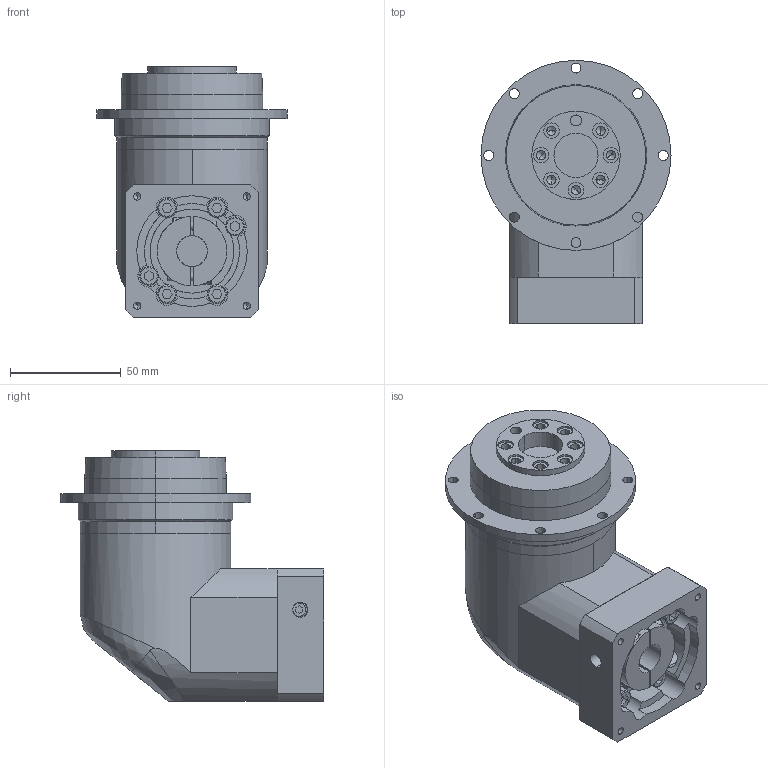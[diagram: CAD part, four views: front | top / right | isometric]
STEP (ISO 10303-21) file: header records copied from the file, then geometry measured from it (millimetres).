
FILE_DESCRIPTION (( 'STEP AP203' ), '1' );
FILE_NAME ('GPDR064-L1-(14-50-70-M4).STEP', '2022-05-26T05:51:30', ( '微软用户' ), ( '微软中国' ), 'SwSTEP 2.0', 'SolidWorks 2018', '' );
FILE_SCHEMA (( 'CONFIG_CONTROL_DESIGN' ));
Length unit declared in the file: millimetre
Products named in the file (1): GPDR064-L1-(14-50-70-M4)
Bounding box: 86 x 119 x 113.5 mm (x, y, z)
Volume: 498183.2 mm3; surface area: 68710.5 mm2
Topology: 3 solids, 3 shells, 322 faces, 797 edges, 501 vertices
Faces by surface type: cylinder 147, plane 126, cone 30, torus 16, bspline 3
Entity records: 10163 total; most frequent: CARTESIAN_POINT 2261, DIRECTION 1742, ORIENTED_EDGE 1550, EDGE_CURVE 775, AXIS2_PLACEMENT_3D 682, VERTEX_POINT 501, EDGE_LOOP 390, VECTOR 378
